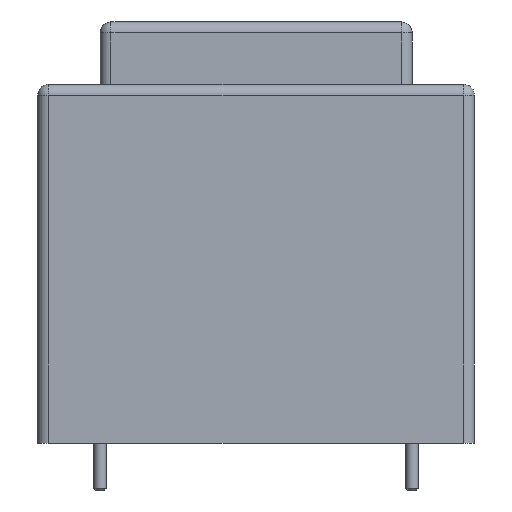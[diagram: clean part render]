
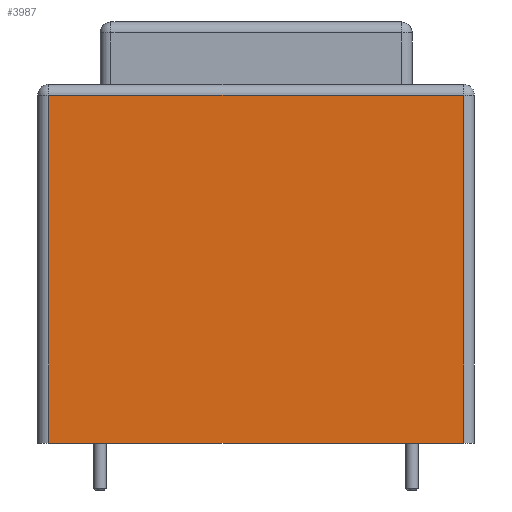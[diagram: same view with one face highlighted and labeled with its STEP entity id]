
A CAD part, left-side view. The second image highlights one B-rep face of the part: STEP entity #3987.
In plain terms, the highlighted planar face has unit normal (-1, 0, 0).
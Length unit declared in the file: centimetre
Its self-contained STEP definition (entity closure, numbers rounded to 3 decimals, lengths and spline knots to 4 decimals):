
#937=VERTEX_POINT('',#6508);
#939=VERTEX_POINT('',#6511);
#963=VERTEX_POINT('',#6588);
#968=VERTEX_POINT('',#6601);
#1259=VECTOR('',#4656,1.);
#1282=VECTOR('',#4745,1.);
#1283=VECTOR('',#4756,1.);
#1285=VECTOR('',#4760,1.);
#1582=LINE('',#6510,#1259);
#1605=LINE('',#6595,#1282);
#1606=LINE('',#6604,#1283);
#1608=LINE('',#6607,#1285);
#2093=EDGE_CURVE('',#939,#937,#1582,.T.);
#2135=EDGE_CURVE('',#963,#937,#1605,.T.);
#2139=EDGE_CURVE('',#939,#968,#1606,.T.);
#2141=EDGE_CURVE('',#968,#963,#1608,.T.);
#3078=ORIENTED_EDGE('',*,*,#2135,.F.);
#3079=ORIENTED_EDGE('',*,*,#2141,.F.);
#3080=ORIENTED_EDGE('',*,*,#2139,.F.);
#3081=ORIENTED_EDGE('',*,*,#2093,.T.);
#3485=EDGE_LOOP('',(#3078,#3079,#3080,#3081));
#3751=FACE_BOUND('',#3485,.T.);
#3987=ADVANCED_FACE('',(#3751),#6739,.T.);
#4184=AXIS2_PLACEMENT_3D('',#6638,#4798,$);
#4656=DIRECTION('',(0.,-1.,0.));
#4745=DIRECTION('',(0.,0.,-1.));
#4756=DIRECTION('',(0.,0.,1.));
#4760=DIRECTION('',(0.,-1.,0.));
#4798=DIRECTION('',(-1.,0.,0.));
#6508=CARTESIAN_POINT('',(-1.65,-1.33,0.));
#6510=CARTESIAN_POINT('',(-1.65,1.4,0.));
#6511=CARTESIAN_POINT('',(-1.65,1.33,0.));
#6588=CARTESIAN_POINT('',(-1.65,-1.33,2.23));
#6595=CARTESIAN_POINT('',(-1.65,-1.33,0.));
#6601=CARTESIAN_POINT('',(-1.65,1.33,2.23));
#6604=CARTESIAN_POINT('',(-1.65,1.33,0.));
#6607=CARTESIAN_POINT('',(-1.65,0.,2.23));
#6638=CARTESIAN_POINT('',(-1.65,0.,0.));
#6739=PLANE('',#4184);
